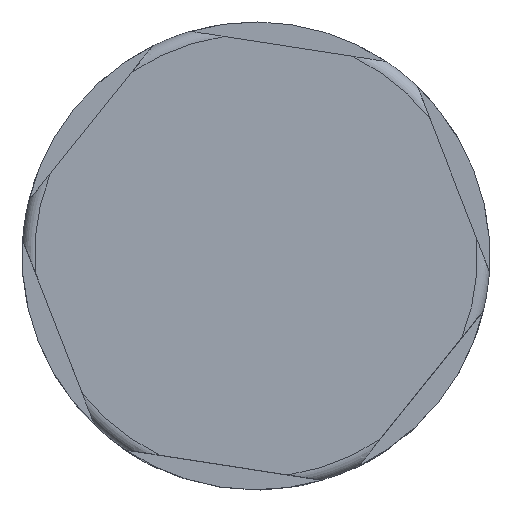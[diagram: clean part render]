
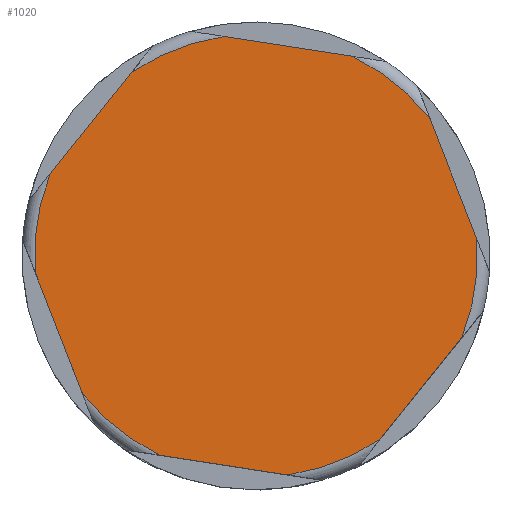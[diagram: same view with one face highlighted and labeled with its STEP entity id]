
A CAD part, top view. The second image highlights one B-rep face of the part: STEP entity #1020.
In plain terms, the highlighted planar face has unit normal (0, 0, 1).
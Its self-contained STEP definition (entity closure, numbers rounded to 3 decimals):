
#53=LINE('',#1563,#116);
#57=LINE('',#1600,#120);
#61=LINE('',#1637,#124);
#65=LINE('',#1674,#128);
#69=LINE('',#1713,#132);
#73=LINE('',#1750,#136);
#116=VECTOR('',#1224,10.);
#120=VECTOR('',#1234,10.);
#124=VECTOR('',#1244,10.);
#128=VECTOR('',#1254,10.);
#132=VECTOR('',#1266,10.);
#136=VECTOR('',#1276,10.);
#213=FACE_OUTER_BOUND('',#276,.T.);
#276=EDGE_LOOP('',(#745,#746,#747,#748,#749,#750,#751,#752,#753,#754,#755,
#756));
#338=CIRCLE('',#1115,12.55);
#339=CIRCLE('',#1117,12.55);
#340=CIRCLE('',#1119,12.55);
#341=CIRCLE('',#1121,12.55);
#342=CIRCLE('',#1123,12.55);
#343=CIRCLE('',#1125,12.55);
#392=VERTEX_POINT('',#1548);
#394=VERTEX_POINT('',#1562);
#398=VERTEX_POINT('',#1585);
#400=VERTEX_POINT('',#1599);
#404=VERTEX_POINT('',#1622);
#406=VERTEX_POINT('',#1636);
#410=VERTEX_POINT('',#1659);
#412=VERTEX_POINT('',#1673);
#417=VERTEX_POINT('',#1698);
#419=VERTEX_POINT('',#1712);
#423=VERTEX_POINT('',#1735);
#425=VERTEX_POINT('',#1749);
#492=EDGE_CURVE('',#394,#392,#53,.T.);
#499=EDGE_CURVE('',#400,#398,#57,.T.);
#506=EDGE_CURVE('',#406,#404,#61,.T.);
#513=EDGE_CURVE('',#412,#410,#65,.T.);
#521=EDGE_CURVE('',#419,#417,#69,.T.);
#528=EDGE_CURVE('',#425,#423,#73,.T.);
#543=EDGE_CURVE('',#394,#423,#338,.T.);
#544=EDGE_CURVE('',#400,#417,#339,.T.);
#545=EDGE_CURVE('',#406,#410,#340,.T.);
#546=EDGE_CURVE('',#425,#404,#341,.T.);
#547=EDGE_CURVE('',#412,#398,#342,.T.);
#548=EDGE_CURVE('',#419,#392,#343,.T.);
#745=ORIENTED_EDGE('',*,*,#492,.T.);
#746=ORIENTED_EDGE('',*,*,#548,.F.);
#747=ORIENTED_EDGE('',*,*,#521,.T.);
#748=ORIENTED_EDGE('',*,*,#544,.F.);
#749=ORIENTED_EDGE('',*,*,#499,.T.);
#750=ORIENTED_EDGE('',*,*,#547,.F.);
#751=ORIENTED_EDGE('',*,*,#513,.T.);
#752=ORIENTED_EDGE('',*,*,#545,.F.);
#753=ORIENTED_EDGE('',*,*,#506,.T.);
#754=ORIENTED_EDGE('',*,*,#546,.F.);
#755=ORIENTED_EDGE('',*,*,#528,.T.);
#756=ORIENTED_EDGE('',*,*,#543,.F.);
#970=PLANE('',#1124);
#1020=ADVANCED_FACE('',(#213),#970,.T.);
#1115=AXIS2_PLACEMENT_3D('',#1784,#1305,#1306);
#1117=AXIS2_PLACEMENT_3D('',#1786,#1309,#1310);
#1119=AXIS2_PLACEMENT_3D('',#1788,#1313,#1314);
#1121=AXIS2_PLACEMENT_3D('',#1790,#1317,#1318);
#1123=AXIS2_PLACEMENT_3D('',#1792,#1321,#1322);
#1124=AXIS2_PLACEMENT_3D('',#1793,#1323,#1324);
#1125=AXIS2_PLACEMENT_3D('',#1794,#1325,#1326);
#1224=DIRECTION('',(-0.988,0.153,0.));
#1234=DIRECTION('',(0.362,-0.932,0.));
#1244=DIRECTION('',(0.626,0.78,0.));
#1254=DIRECTION('',(0.988,-0.153,0.));
#1266=DIRECTION('',(-0.626,-0.78,0.));
#1276=DIRECTION('',(-0.362,0.932,0.));
#1305=DIRECTION('center_axis',(0.,0.,
-1.));
#1306=DIRECTION('ref_axis',(0.153,0.988,0.));
#1309=DIRECTION('center_axis',(0.,0.,
-1.));
#1310=DIRECTION('ref_axis',(0.153,0.988,0.));
#1313=DIRECTION('center_axis',(0.,0.,
-1.));
#1314=DIRECTION('ref_axis',(0.153,0.988,0.));
#1317=DIRECTION('center_axis',(0.,0.,
-1.));
#1318=DIRECTION('ref_axis',(0.153,0.988,0.));
#1321=DIRECTION('center_axis',(0.,0.,
-1.));
#1322=DIRECTION('ref_axis',(0.153,0.988,0.));
#1323=DIRECTION('center_axis',(0.,0.,
1.));
#1324=DIRECTION('ref_axis',(0.988,-0.153,0.));
#1325=DIRECTION('center_axis',(0.,0.,
-1.));
#1326=DIRECTION('ref_axis',(0.153,0.988,0.));
#1548=CARTESIAN_POINT('',(-1.8,12.42,2.151));
#1562=CARTESIAN_POINT('',(5.463,11.299,2.151));
#1563=CARTESIAN_POINT('',(4.608,11.431,2.151));
#1585=CARTESIAN_POINT('',(-9.856,-7.769,2.151));
#1599=CARTESIAN_POINT('',(-12.516,-0.918,2.151));
#1600=CARTESIAN_POINT('',(-13.821,2.443,2.151));
#1622=CARTESIAN_POINT('',(11.656,-4.651,2.151));
#1636=CARTESIAN_POINT('',(7.053,-10.38,2.151));
#1637=CARTESIAN_POINT('',(10.396,-6.22,2.151));
#1659=CARTESIAN_POINT('',(1.8,-12.42,2.151));
#1673=CARTESIAN_POINT('',(-5.463,-11.299,2.151));
#1674=CARTESIAN_POINT('',(-4.608,-11.431,2.151));
#1698=CARTESIAN_POINT('',(-11.656,4.651,2.151));
#1712=CARTESIAN_POINT('',(-7.053,10.38,2.151));
#1713=CARTESIAN_POINT('',(-4.795,13.191,2.151));
#1735=CARTESIAN_POINT('',(9.856,7.769,2.151));
#1749=CARTESIAN_POINT('',(12.516,0.918,2.151));
#1750=CARTESIAN_POINT('',(10.585,5.893,2.151));
#1784=CARTESIAN_POINT('Origin',(0.,0.,
2.151));
#1786=CARTESIAN_POINT('Origin',(0.,0.,
2.151));
#1788=CARTESIAN_POINT('Origin',(0.,0.,
2.151));
#1790=CARTESIAN_POINT('Origin',(0.,0.,
2.151));
#1792=CARTESIAN_POINT('Origin',(0.,0.,
2.151));
#1793=CARTESIAN_POINT('Origin',(1.576,10.204,2.151));
#1794=CARTESIAN_POINT('Origin',(0.,0.,
2.151));
